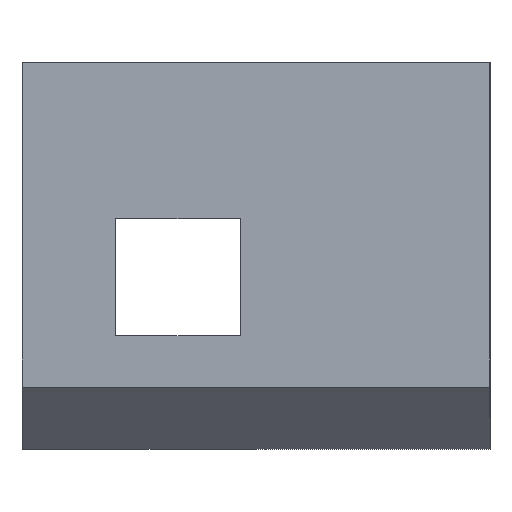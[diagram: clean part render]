
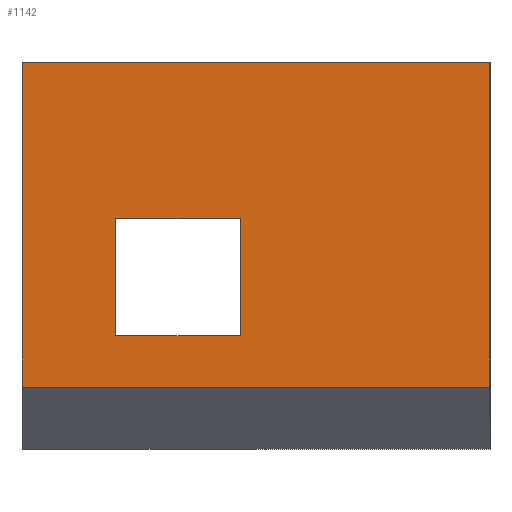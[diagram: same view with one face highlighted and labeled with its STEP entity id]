
A CAD part, left-side view. The second image highlights one B-rep face of the part: STEP entity #1142.
In plain terms, the highlighted planar face has unit normal (-1, 0, 0).
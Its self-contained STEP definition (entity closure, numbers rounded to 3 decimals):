
#10 = LINE ( 'NONE', #500, #569 ) ;
#26 = PLANE ( 'NONE',  #955 ) ;
#46 = CARTESIAN_POINT ( 'NONE',  ( -18., 0., -20.8 ) ) ;
#68 = VECTOR ( 'NONE', #1121, 1000. ) ;
#72 = DIRECTION ( 'NONE',  ( 0., -1., 0. ) ) ;
#104 = CARTESIAN_POINT ( 'NONE',  ( -18., 0., 0. ) ) ;
#106 = CARTESIAN_POINT ( 'NONE',  ( -18., 24., -17.5 ) ) ;
#122 = DIRECTION ( 'NONE',  ( 0., 1., 0. ) ) ;
#194 = LINE ( 'NONE', #899, #68 ) ;
#208 = FACE_OUTER_BOUND ( 'NONE', #1309, .T. ) ;
#275 = VERTEX_POINT ( 'NONE', #106 ) ;
#279 = VECTOR ( 'NONE', #122, 1000. ) ;
#284 = VECTOR ( 'NONE', #564, 1000. ) ;
#332 = EDGE_CURVE ( 'NONE', #978, #275, #1145, .T. ) ;
#336 = LINE ( 'NONE', #104, #870 ) ;
#341 = DIRECTION ( 'NONE',  ( 0., 0., -1. ) ) ;
#342 = LINE ( 'NONE', #553, #284 ) ;
#390 = VERTEX_POINT ( 'NONE', #989 ) ;
#414 = VECTOR ( 'NONE', #72, 1000. ) ;
#423 = VERTEX_POINT ( 'NONE', #46 ) ;
#438 = CARTESIAN_POINT ( 'NONE',  ( -18., 30., 0. ) ) ;
#483 = ORIENTED_EDGE ( 'NONE', *, *, #1313, .T. ) ;
#500 = CARTESIAN_POINT ( 'NONE',  ( -18., 30., 0. ) ) ;
#513 = ORIENTED_EDGE ( 'NONE', *, *, #813, .F. ) ;
#532 = LINE ( 'NONE', #942, #844 ) ;
#553 = CARTESIAN_POINT ( 'NONE',  ( -18., 16., -10. ) ) ;
#560 = LINE ( 'NONE', #675, #1308 ) ;
#564 = DIRECTION ( 'NONE',  ( 0., 0., -1. ) ) ;
#569 = VECTOR ( 'NONE', #837, 1000. ) ;
#586 = CARTESIAN_POINT ( 'NONE',  ( -18., 16., -17.5 ) ) ;
#675 = CARTESIAN_POINT ( 'NONE',  ( -18., 24., -10. ) ) ;
#723 = CARTESIAN_POINT ( 'NONE',  ( -18., 24., -10. ) ) ;
#742 = ORIENTED_EDGE ( 'NONE', *, *, #1315, .T. ) ;
#771 = EDGE_CURVE ( 'NONE', #423, #1233, #336, .T. ) ;
#797 = CARTESIAN_POINT ( 'NONE',  ( -18., 30., 0. ) ) ;
#813 = EDGE_CURVE ( 'NONE', #390, #967, #532, .T. ) ;
#837 = DIRECTION ( 'NONE',  ( 0., -1., 0. ) ) ;
#844 = VECTOR ( 'NONE', #1261, 1000. ) ;
#850 = ORIENTED_EDGE ( 'NONE', *, *, #960, .T. ) ;
#862 = DIRECTION ( 'NONE',  ( 0., -1., 0. ) ) ;
#870 = VECTOR ( 'NONE', #929, 1000. ) ;
#879 = ORIENTED_EDGE ( 'NONE', *, *, #332, .T. ) ;
#899 = CARTESIAN_POINT ( 'NONE',  ( -18., 24., -10. ) ) ;
#929 = DIRECTION ( 'NONE',  ( 0., 0., 1. ) ) ;
#942 = CARTESIAN_POINT ( 'NONE',  ( -18., 30., 0. ) ) ;
#955 = AXIS2_PLACEMENT_3D ( 'NONE', #438, #1342, #341 ) ;
#960 = EDGE_CURVE ( 'NONE', #390, #423, #1318, .T. ) ;
#967 = VERTEX_POINT ( 'NONE', #797 ) ;
#969 = EDGE_CURVE ( 'NONE', #275, #1242, #194, .T. ) ;
#978 = VERTEX_POINT ( 'NONE', #586 ) ;
#989 = CARTESIAN_POINT ( 'NONE',  ( -18., 30., -20.8 ) ) ;
#1017 = ORIENTED_EDGE ( 'NONE', *, *, #969, .T. ) ;
#1028 = ORIENTED_EDGE ( 'NONE', *, *, #1222, .F. ) ;
#1121 = DIRECTION ( 'NONE',  ( 0., 0., 1. ) ) ;
#1142 = ADVANCED_FACE ( 'NONE', ( #1274, #208 ), #26, .F. ) ;
#1144 = VERTEX_POINT ( 'NONE', #1239 ) ;
#1145 = LINE ( 'NONE', #1272, #279 ) ;
#1222 = EDGE_CURVE ( 'NONE', #967, #1233, #10, .T. ) ;
#1233 = VERTEX_POINT ( 'NONE', #1257 ) ;
#1239 = CARTESIAN_POINT ( 'NONE',  ( -18., 16., -10. ) ) ;
#1242 = VERTEX_POINT ( 'NONE', #723 ) ;
#1257 = CARTESIAN_POINT ( 'NONE',  ( -18., 0., 0. ) ) ;
#1261 = DIRECTION ( 'NONE',  ( 0., 0., 1. ) ) ;
#1272 = CARTESIAN_POINT ( 'NONE',  ( -18., 24., -17.5 ) ) ;
#1274 = FACE_BOUND ( 'NONE', #1320, .T. ) ;
#1308 = VECTOR ( 'NONE', #862, 1000. ) ;
#1309 = EDGE_LOOP ( 'NONE', ( #1344, #1028, #513, #850 ) ) ;
#1311 = CARTESIAN_POINT ( 'NONE',  ( -18., 30., -20.8 ) ) ;
#1313 = EDGE_CURVE ( 'NONE', #1242, #1144, #560, .T. ) ;
#1315 = EDGE_CURVE ( 'NONE', #1144, #978, #342, .T. ) ;
#1318 = LINE ( 'NONE', #1311, #414 ) ;
#1320 = EDGE_LOOP ( 'NONE', ( #1017, #483, #742, #879 ) ) ;
#1342 = DIRECTION ( 'NONE',  ( 1., 0., 0. ) ) ;
#1344 = ORIENTED_EDGE ( 'NONE', *, *, #771, .T. ) ;
